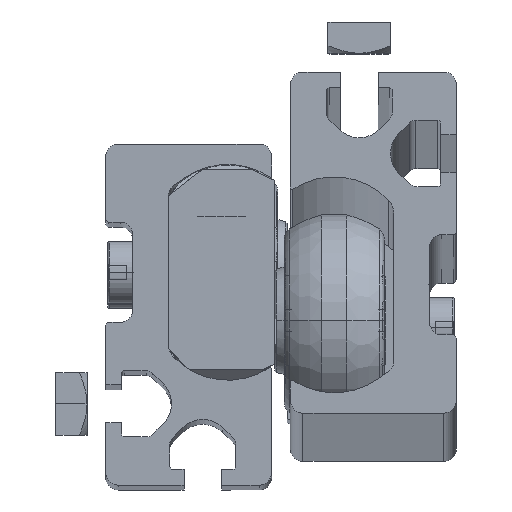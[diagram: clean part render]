
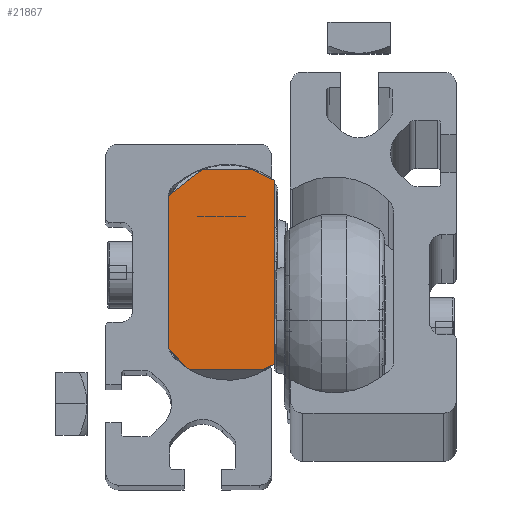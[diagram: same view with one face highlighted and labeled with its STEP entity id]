
A CAD part, top view. The second image highlights one B-rep face of the part: STEP entity #21867.
In plain terms, the highlighted face is planar.
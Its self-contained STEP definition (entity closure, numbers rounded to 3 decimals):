
#195 = ORIENTED_EDGE ( 'NONE', *, *, #8884, .F. ) ;
#250 = CARTESIAN_POINT ( 'NONE',  ( 19., -14.661, -8.5 ) ) ;
#550 = VERTEX_POINT ( 'NONE', #20560 ) ;
#1807 = FACE_OUTER_BOUND ( 'NONE', #19986, .T. ) ;
#2155 = LINE ( 'NONE', #11451, #6177 ) ;
#2215 = DIRECTION ( 'NONE',  ( 0., 0., 1. ) ) ;
#3235 = CARTESIAN_POINT ( 'NONE',  ( 19., -12.2, 8.5 ) ) ;
#3635 = DIRECTION ( 'NONE',  ( 0., -0.707, -0.707 ) ) ;
#4039 = VECTOR ( 'NONE', #2215, 1000. ) ;
#4343 = VERTEX_POINT ( 'NONE', #14959 ) ;
#4572 = ORIENTED_EDGE ( 'NONE', *, *, #19790, .F. ) ;
#5678 = ORIENTED_EDGE ( 'NONE', *, *, #23580, .T. ) ;
#5766 = EDGE_CURVE ( 'NONE', #11026, #13610, #16704, .T. ) ;
#5945 = VECTOR ( 'NONE', #8987, 1000. ) ;
#6177 = VECTOR ( 'NONE', #18705, 1000. ) ;
#6455 = CARTESIAN_POINT ( 'NONE',  ( 19., -12.2, 8.5 ) ) ;
#6686 = DIRECTION ( 'NONE',  ( 0., 1., 0. ) ) ;
#6732 = ORIENTED_EDGE ( 'NONE', *, *, #5766, .F. ) ;
#6978 = DIRECTION ( 'NONE',  ( 0., 0., 1. ) ) ;
#7424 = VECTOR ( 'NONE', #3635, 1000. ) ;
#7692 = VERTEX_POINT ( 'NONE', #15976 ) ;
#8251 = LINE ( 'NONE', #6455, #14387 ) ;
#8884 = EDGE_CURVE ( 'NONE', #7692, #11147, #2155, .T. ) ;
#8987 = DIRECTION ( 'NONE',  ( 0., -0.423, -0.906 ) ) ;
#9492 = CARTESIAN_POINT ( 'NONE',  ( 19., -14.661, -8.5 ) ) ;
#10124 = CARTESIAN_POINT ( 'NONE',  ( 19., -15.5, -6.7 ) ) ;
#10978 = VERTEX_POINT ( 'NONE', #3235 ) ;
#11026 = VERTEX_POINT ( 'NONE', #9492 ) ;
#11147 = VERTEX_POINT ( 'NONE', #21199 ) ;
#11451 = CARTESIAN_POINT ( 'NONE',  ( 19., 12.203, 8.5 ) ) ;
#11735 = EDGE_CURVE ( 'NONE', #10978, #23557, #14822, .T. ) ;
#11968 = EDGE_CURVE ( 'NONE', #550, #11026, #18985, .T. ) ;
#12449 = VECTOR ( 'NONE', #15184, 1000. ) ;
#13032 = CARTESIAN_POINT ( 'NONE',  ( 19., 1.5, 22.2 ) ) ;
#13480 = CARTESIAN_POINT ( 'NONE',  ( 19., -15.5, 5.2 ) ) ;
#13610 = VERTEX_POINT ( 'NONE', #10124 ) ;
#13652 = CARTESIAN_POINT ( 'NONE',  ( 19., 14.681, -8.5 ) ) ;
#14387 = VECTOR ( 'NONE', #6686, 1000. ) ;
#14666 = PLANE ( 'NONE',  #17158 ) ;
#14822 = LINE ( 'NONE', #20065, #7424 ) ;
#14888 = DIRECTION ( 'NONE',  ( 0., 0., -1. ) ) ;
#14959 = CARTESIAN_POINT ( 'NONE',  ( 19., 16.5, -4.6 ) ) ;
#15184 = DIRECTION ( 'NONE',  ( 0., -0.423, 0.906 ) ) ;
#15976 = CARTESIAN_POINT ( 'NONE',  ( 19., 12.203, 8.5 ) ) ;
#16532 = LINE ( 'NONE', #13480, #22538 ) ;
#16704 = LINE ( 'NONE', #250, #12449 ) ;
#16847 = CARTESIAN_POINT ( 'NONE',  ( 19., 16.5, -4.6 ) ) ;
#16955 = DIRECTION ( 'NONE',  ( 0., -1., 0. ) ) ;
#17158 = AXIS2_PLACEMENT_3D ( 'NONE', #13032, #21926, #6978 ) ;
#17576 = ORIENTED_EDGE ( 'NONE', *, *, #11968, .F. ) ;
#18065 = ORIENTED_EDGE ( 'NONE', *, *, #19005, .F. ) ;
#18331 = CARTESIAN_POINT ( 'NONE',  ( 19., -15.5, 5.2 ) ) ;
#18705 = DIRECTION ( 'NONE',  ( 0., 0.616, -0.788 ) ) ;
#18953 = VECTOR ( 'NONE', #16955, 1000. ) ;
#18985 = LINE ( 'NONE', #13652, #18953 ) ;
#19005 = EDGE_CURVE ( 'NONE', #10978, #7692, #8251, .T. ) ;
#19790 = EDGE_CURVE ( 'NONE', #4343, #550, #20114, .T. ) ;
#19898 = CARTESIAN_POINT ( 'NONE',  ( 19., 16.5, -4.6 ) ) ;
#19986 = EDGE_LOOP ( 'NONE', ( #195, #18065, #22632, #5678, #6732, #17576, #4572, #23616 ) ) ;
#20065 = CARTESIAN_POINT ( 'NONE',  ( 19., -12.2, 8.5 ) ) ;
#20114 = LINE ( 'NONE', #19898, #5945 ) ;
#20304 = EDGE_CURVE ( 'NONE', #4343, #11147, #22460, .T. ) ;
#20560 = CARTESIAN_POINT ( 'NONE',  ( 19., 14.681, -8.5 ) ) ;
#21199 = CARTESIAN_POINT ( 'NONE',  ( 19., 16.5, 3. ) ) ;
#21867 = ADVANCED_FACE ( 'NONE', ( #1807 ), #14666, .F. ) ;
#21926 = DIRECTION ( 'NONE',  ( -1., 0., 0. ) ) ;
#22460 = LINE ( 'NONE', #16847, #4039 ) ;
#22538 = VECTOR ( 'NONE', #14888, 1000. ) ;
#22632 = ORIENTED_EDGE ( 'NONE', *, *, #11735, .T. ) ;
#23557 = VERTEX_POINT ( 'NONE', #18331 ) ;
#23580 = EDGE_CURVE ( 'NONE', #23557, #13610, #16532, .T. ) ;
#23616 = ORIENTED_EDGE ( 'NONE', *, *, #20304, .T. ) ;
